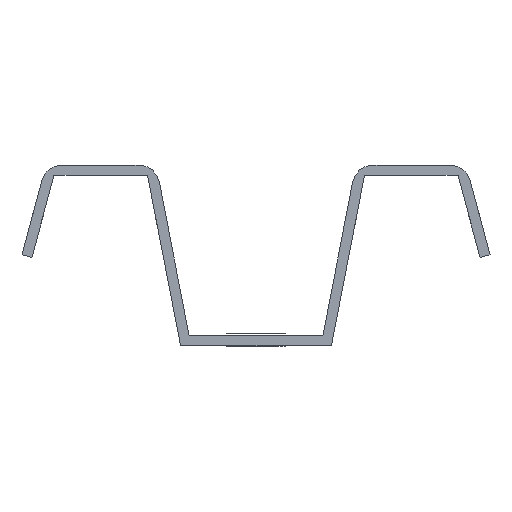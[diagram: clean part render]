
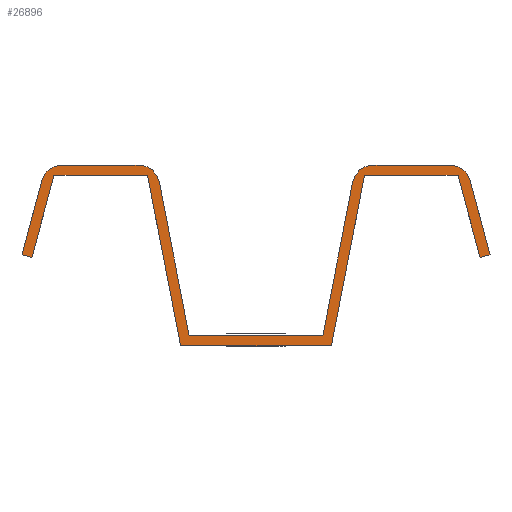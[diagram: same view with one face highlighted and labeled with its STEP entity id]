
A CAD part, front view. The second image highlights one B-rep face of the part: STEP entity #26896.
In plain terms, the highlighted planar face has unit normal (0, -1, 0).
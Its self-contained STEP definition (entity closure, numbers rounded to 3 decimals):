
#1422=FACE_OUTER_BOUND('',#2524,.T.);
#2524=EDGE_LOOP('',(#24737,#24738,#24739,#24740,#24741,#24742,#24743,#24744,
#24745,#24746,#24747,#24748,#24749,#24750,#24751,#24752,#24753,#24754,#24755,
#24756));
#3186=CIRCLE('',#28344,3.);
#3188=CIRCLE('',#28467,3.);
#3190=CIRCLE('',#28530,3.);
#3192=CIRCLE('',#28653,3.);
#5837=LINE('',#42412,#9249);
#5987=LINE('',#42658,#9399);
#6084=LINE('',#42855,#9496);
#6234=LINE('',#43101,#9646);
#6331=LINE('',#43298,#9743);
#6395=LINE('',#43368,#9807);
#6458=LINE('',#43493,#9870);
#6522=LINE('',#43563,#9934);
#6594=LINE('',#43703,#10006);
#6595=LINE('',#43706,#10007);
#6597=LINE('',#43709,#10009);
#6598=LINE('',#43712,#10010);
#6600=LINE('',#43715,#10012);
#6601=LINE('',#43718,#10013);
#6603=LINE('',#43721,#10015);
#6604=LINE('',#43723,#10016);
#9249=VECTOR('',#33836,1.);
#9399=VECTOR('',#34170,1.);
#9496=VECTOR('',#34455,1.);
#9646=VECTOR('',#34789,1.);
#9743=VECTOR('',#35074,1.);
#9807=VECTOR('',#35146,1.);
#9870=VECTOR('',#35325,1.);
#9934=VECTOR('',#35397,1.);
#10006=VECTOR('',#35595,1.);
#10007=VECTOR('',#35598,1.);
#10009=VECTOR('',#35602,1.);
#10010=VECTOR('',#35605,1.);
#10012=VECTOR('',#35609,1.);
#10013=VECTOR('',#35612,1.);
#10015=VECTOR('',#35616,1.);
#10016=VECTOR('',#35619,1.);
#12779=VERTEX_POINT('',#42409);
#12780=VERTEX_POINT('',#42411);
#12782=VERTEX_POINT('',#42481);
#12784=VERTEX_POINT('',#42657);
#12786=VERTEX_POINT('',#42731);
#12789=VERTEX_POINT('',#42852);
#12790=VERTEX_POINT('',#42854);
#12792=VERTEX_POINT('',#42924);
#12794=VERTEX_POINT('',#43100);
#12796=VERTEX_POINT('',#43174);
#12799=VERTEX_POINT('',#43295);
#12800=VERTEX_POINT('',#43297);
#12802=VERTEX_POINT('',#43367);
#12805=VERTEX_POINT('',#43490);
#12806=VERTEX_POINT('',#43492);
#12808=VERTEX_POINT('',#43562);
#12813=VERTEX_POINT('',#43701);
#12814=VERTEX_POINT('',#43705);
#12815=VERTEX_POINT('',#43711);
#12816=VERTEX_POINT('',#43717);
#16181=EDGE_CURVE('',#12780,#12779,#5837,.T.);
#16245=EDGE_CURVE('',#12780,#12782,#3186,.T.);
#16333=EDGE_CURVE('',#12784,#12782,#5987,.T.);
#16370=EDGE_CURVE('',#12784,#12786,#3188,.T.);
#16432=EDGE_CURVE('',#12790,#12789,#6084,.T.);
#16496=EDGE_CURVE('',#12790,#12792,#3190,.T.);
#16584=EDGE_CURVE('',#12794,#12792,#6234,.T.);
#16621=EDGE_CURVE('',#12794,#12796,#3192,.T.);
#16683=EDGE_CURVE('',#12800,#12799,#6331,.T.);
#16747=EDGE_CURVE('',#12802,#12800,#6395,.T.);
#16810=EDGE_CURVE('',#12806,#12805,#6458,.T.);
#16874=EDGE_CURVE('',#12808,#12806,#6522,.T.);
#16946=EDGE_CURVE('',#12799,#12813,#6594,.T.);
#16947=EDGE_CURVE('',#12814,#12802,#6595,.T.);
#16949=EDGE_CURVE('',#12805,#12814,#6597,.T.);
#16950=EDGE_CURVE('',#12815,#12808,#6598,.T.);
#16952=EDGE_CURVE('',#12789,#12815,#6600,.T.);
#16953=EDGE_CURVE('',#12816,#12796,#6601,.T.);
#16955=EDGE_CURVE('',#12779,#12816,#6603,.T.);
#16956=EDGE_CURVE('',#12813,#12786,#6604,.T.);
#24737=ORIENTED_EDGE('',*,*,#16370,.F.);
#24738=ORIENTED_EDGE('',*,*,#16333,.T.);
#24739=ORIENTED_EDGE('',*,*,#16245,.F.);
#24740=ORIENTED_EDGE('',*,*,#16181,.T.);
#24741=ORIENTED_EDGE('',*,*,#16955,.T.);
#24742=ORIENTED_EDGE('',*,*,#16953,.T.);
#24743=ORIENTED_EDGE('',*,*,#16621,.F.);
#24744=ORIENTED_EDGE('',*,*,#16584,.T.);
#24745=ORIENTED_EDGE('',*,*,#16496,.F.);
#24746=ORIENTED_EDGE('',*,*,#16432,.T.);
#24747=ORIENTED_EDGE('',*,*,#16952,.T.);
#24748=ORIENTED_EDGE('',*,*,#16950,.T.);
#24749=ORIENTED_EDGE('',*,*,#16874,.T.);
#24750=ORIENTED_EDGE('',*,*,#16810,.T.);
#24751=ORIENTED_EDGE('',*,*,#16949,.T.);
#24752=ORIENTED_EDGE('',*,*,#16947,.T.);
#24753=ORIENTED_EDGE('',*,*,#16747,.T.);
#24754=ORIENTED_EDGE('',*,*,#16683,.T.);
#24755=ORIENTED_EDGE('',*,*,#16946,.T.);
#24756=ORIENTED_EDGE('',*,*,#16956,.T.);
#25794=PLANE('',#28847);
#26896=ADVANCED_FACE('',(#1422),#25794,.T.);
#28344=AXIS2_PLACEMENT_3D('',#42482,#33909,#33910);
#28467=AXIS2_PLACEMENT_3D('',#42732,#34278,#34279);
#28530=AXIS2_PLACEMENT_3D('',#42925,#34528,#34529);
#28653=AXIS2_PLACEMENT_3D('',#43175,#34897,#34898);
#28847=AXIS2_PLACEMENT_3D('',#43724,#35620,#35621);
#33836=DIRECTION('',(-0.191,0.,-0.982));
#33909=DIRECTION('center_axis',(0.,1.,0.));
#33910=DIRECTION('ref_axis',(-0.636,0.,0.772));
#34170=DIRECTION('',(-1.,0.,0.));
#34278=DIRECTION('center_axis',(0.,1.,0.));
#34279=DIRECTION('ref_axis',(0.609,0.,0.793));
#34455=DIRECTION('',(-0.259,0.,-0.966));
#34528=DIRECTION('center_axis',(0.,1.,0.));
#34529=DIRECTION('ref_axis',(-0.609,0.,0.793));
#34789=DIRECTION('',(-1.,0.,0.));
#34897=DIRECTION('center_axis',(0.,1.,0.));
#34898=DIRECTION('ref_axis',(0.636,0.,0.772));
#35074=DIRECTION('',(0.259,0.,-0.966));
#35146=DIRECTION('',(1.,0.,0.));
#35325=DIRECTION('',(0.191,0.,-0.982));
#35397=DIRECTION('',(1.,0.,0.));
#35595=DIRECTION('',(0.966,0.,0.259));
#35598=DIRECTION('',(0.191,0.,0.982));
#35602=DIRECTION('',(1.,0.,0.));
#35605=DIRECTION('',(0.259,0.,0.966));
#35609=DIRECTION('',(0.966,0.,-0.259));
#35612=DIRECTION('',(-0.191,0.,0.982));
#35616=DIRECTION('',(-1.,0.,0.));
#35619=DIRECTION('',(-0.259,0.,0.966));
#35620=DIRECTION('center_axis',(0.,-1.,0.));
#35621=DIRECTION('ref_axis',(0.,0.,-1.));
#42409=CARTESIAN_POINT('',(47.614,-2991.309,-11.625));
#42411=CARTESIAN_POINT('',(51.953,-2991.309,10.698));
#42412=CARTESIAN_POINT('',(52.425,-2991.309,13.125));
#42481=CARTESIAN_POINT('',(54.898,-2991.309,13.125));
#42482=CARTESIAN_POINT('Origin',(54.898,-2991.309,10.125));
#42657=CARTESIAN_POINT('',(66.125,-2991.309,13.125));
#42658=CARTESIAN_POINT('',(68.427,-2991.309,13.125));
#42731=CARTESIAN_POINT('',(69.023,-2991.309,10.902));
#42732=CARTESIAN_POINT('Origin',(66.125,-2991.309,10.125));
#42852=CARTESIAN_POINT('',(3.834,-2991.309,0.085));
#42854=CARTESIAN_POINT('',(6.732,-2991.309,10.902));
#42855=CARTESIAN_POINT('',(7.328,-2991.309,13.125));
#42924=CARTESIAN_POINT('',(9.63,-2991.309,13.125));
#42925=CARTESIAN_POINT('Origin',(9.63,-2991.309,10.125));
#43100=CARTESIAN_POINT('',(20.857,-2991.309,13.125));
#43101=CARTESIAN_POINT('',(23.33,-2991.309,13.125));
#43174=CARTESIAN_POINT('',(23.802,-2991.309,10.698));
#43175=CARTESIAN_POINT('Origin',(20.857,-2991.309,10.125));
#43295=CARTESIAN_POINT('',(70.472,-2991.309,-0.303));
#43297=CARTESIAN_POINT('',(67.276,-2991.309,11.625));
#43298=CARTESIAN_POINT('',(67.276,-2991.309,11.625));
#43367=CARTESIAN_POINT('',(53.661,-2991.309,11.625));
#43368=CARTESIAN_POINT('',(53.661,-2991.309,11.625));
#43490=CARTESIAN_POINT('',(26.904,-2991.309,-13.125));
#43492=CARTESIAN_POINT('',(22.093,-2991.309,11.625));
#43493=CARTESIAN_POINT('',(22.093,-2991.309,11.625));
#43562=CARTESIAN_POINT('',(8.479,-2991.309,11.625));
#43563=CARTESIAN_POINT('',(8.479,-2991.309,11.625));
#43701=CARTESIAN_POINT('',(71.921,-2991.309,0.085));
#43703=CARTESIAN_POINT('',(70.472,-2991.309,-0.303));
#43705=CARTESIAN_POINT('',(48.85,-2991.309,-13.125));
#43706=CARTESIAN_POINT('',(48.85,-2991.309,-13.125));
#43709=CARTESIAN_POINT('',(26.904,-2991.309,-13.125));
#43711=CARTESIAN_POINT('',(5.283,-2991.309,-0.303));
#43712=CARTESIAN_POINT('',(5.283,-2991.309,-0.303));
#43715=CARTESIAN_POINT('',(3.834,-2991.309,0.085));
#43717=CARTESIAN_POINT('',(28.141,-2991.309,-11.625));
#43718=CARTESIAN_POINT('',(28.141,-2991.309,-11.625));
#43721=CARTESIAN_POINT('',(47.614,-2991.309,-11.625));
#43723=CARTESIAN_POINT('',(71.921,-2991.309,0.085));
#43724=CARTESIAN_POINT('Origin',(37.877,-2991.309,2.108));
